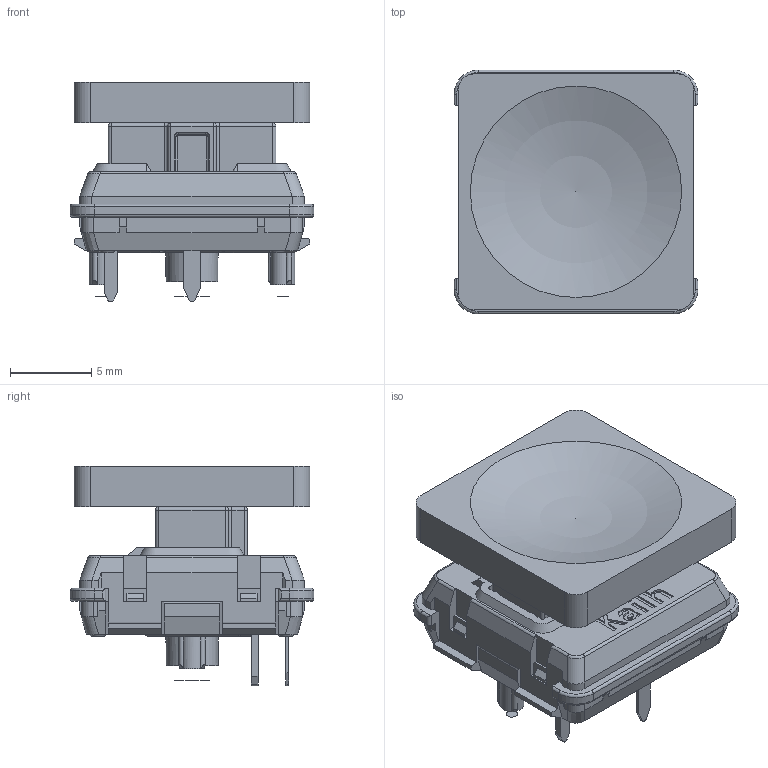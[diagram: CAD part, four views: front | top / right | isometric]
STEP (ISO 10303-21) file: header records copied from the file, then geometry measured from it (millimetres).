
FILE_DESCRIPTION(/* description */ (''),/* implementation_level */ '2;1');
FILE_NAME(/* name */ 'minspaced-choc-keycap.step',/* time_stamp */ '2024-11-10T14:39:18-08:00',/* author */ (''),/* organization */ (''),/* preprocessor_version */ 'ST-DEVELOPER v20',/* originating_system */ 'Autodesk Translation Framework v13.20.0.188',/* authorisation */ '');
FILE_SCHEMA (('AUTOMOTIVE_DESIGN { 1 0 10303 214 3 1 1 }'));
Length unit declared in the file: millimetre
Products named in the file (2): 15x15 Choc Keycap; Kailh Choc Low Profile Switch
Assembly tree (1 placements, depth 2):
  15x15 Choc Keycap
    Kailh Choc Low Profile Switch
Bounding box: 15 x 15 x 13.5 mm (x, y, z)
Volume: 1394.7 mm3; surface area: 2146.1 mm2
Topology: 6 solids, 6 shells, 523 faces, 1383 edges, 879 vertices
Faces by surface type: plane 365, cylinder 95, bspline 35, cone 11, torus 10, sphere 7
Full cylindrical faces by diameter (mm): 3.2 x1
Entity records: 17467 total; most frequent: CARTESIAN_POINT 4528, ORIENTED_EDGE 2760, DIRECTION 2520, EDGE_CURVE 1380, LINE 1098, VECTOR 1098, VERTEX_POINT 879, AXIS2_PLACEMENT_3D 711
